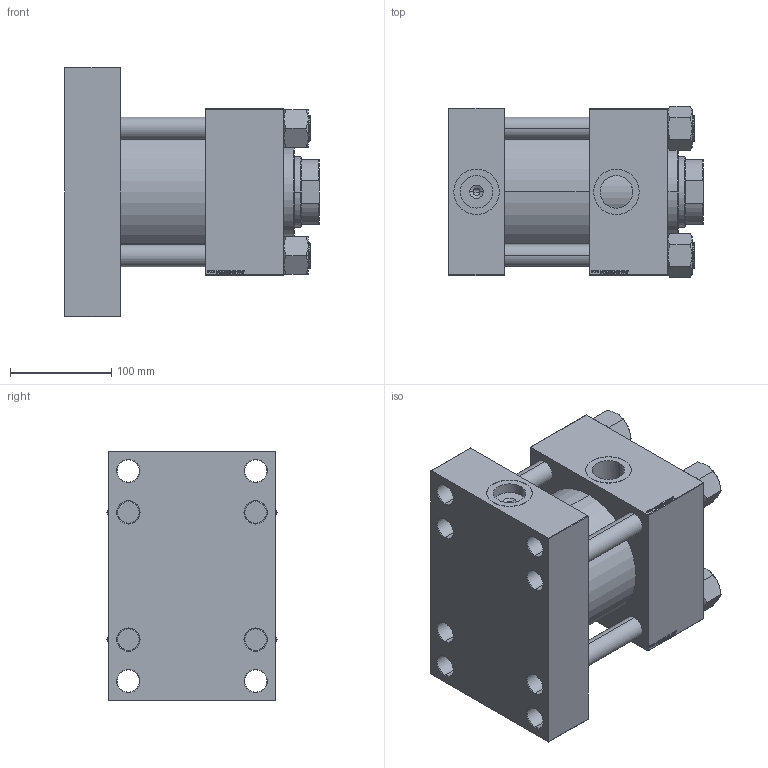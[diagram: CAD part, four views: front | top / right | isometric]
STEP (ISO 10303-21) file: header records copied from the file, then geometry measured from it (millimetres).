
FILE_DESCRIPTION (( 'STEP AP203' ), '1' );
FILE_NAME ('778f.STEP', '2023-08-23T16:43:37', ( '' ), ( '' ), 'SwSTEP 2.0', 'SolidWorks 2019', '' );
FILE_SCHEMA (( 'CONFIG_CONTROL_DESIGN' ));
Length unit declared in the file: millimetre
Products named in the file (6): 778f; V215CR_TYCINKA_E 940cff57caad2dcdea4b2cf533104952; V215_VC_A 940cff57caad2dcdea4b2cf533104952; NUT_M5_E 940cff57caad2dcdea4b2cf533104952; V215CR_VCP_E 940cff57caad2dcdea4b2cf533104952; V215CR_E_Body 940cff57caad2dcdea4b2cf533104952
Assembly tree (11 placements, depth 2):
  778f
    V215CR_E_Body 940cff57caad2dcdea4b2cf533104952
    V215CR_VCP_E 940cff57caad2dcdea4b2cf533104952
    V215CR_TYCINKA_E 940cff57caad2dcdea4b2cf533104952  x4
    NUT_M5_E 940cff57caad2dcdea4b2cf533104952  x4
    V215_VC_A 940cff57caad2dcdea4b2cf533104952
Bounding box: 252 x 169.14 x 247 mm (x, y, z)
Volume: 5283208.2 mm3; surface area: 579815.1 mm2
Topology: 11 solids, 11 shells, 1184 faces, 3018 edges, 1961 vertices
Faces by surface type: plane 546, bspline 392, cone 152, cylinder 86, torus 8
Entity records: 50554 total; most frequent: CARTESIAN_POINT 27236, ORIENTED_EDGE 5300, DIRECTION 3352, EDGE_CURVE 2650, VERTEX_POINT 1739, VECTOR 1582, LINE 1582, EDGE_LOOP 1161
